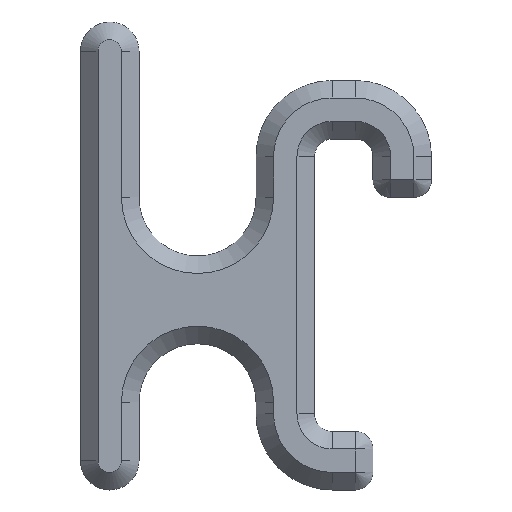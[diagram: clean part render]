
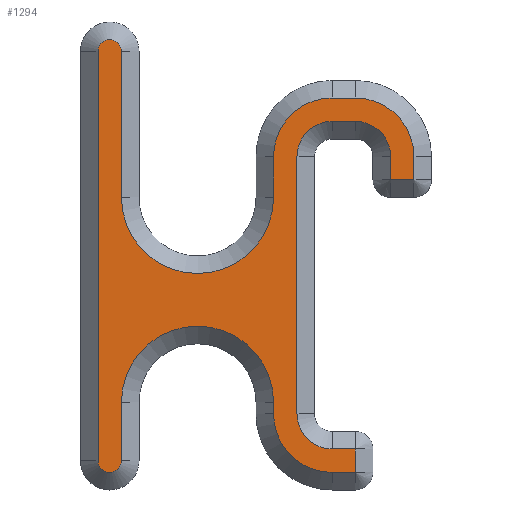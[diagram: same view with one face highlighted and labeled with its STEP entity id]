
A CAD part, top view. The second image highlights one B-rep face of the part: STEP entity #1294.
In plain terms, the highlighted free-form (B-spline) face has degree [1, 1] with [2, 2] control points.
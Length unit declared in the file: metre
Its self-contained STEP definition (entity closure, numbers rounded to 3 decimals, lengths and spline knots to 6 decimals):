
#26=B_SPLINE_SURFACE_WITH_KNOTS('',1,1,((#1960,#1961),(#1962,#1963)),
 .PLANE_SURF.,.F.,.F.,.F.,(2,2),(2,2),(0.,1.),(0.,1.),.UNSPECIFIED.);
#84=CIRCLE('',#1393,0.0065);
#85=CIRCLE('',#1394,0.005);
#86=CIRCLE('',#1395,0.003);
#87=CIRCLE('',#1396,0.003);
#88=CIRCLE('',#1397,0.003);
#89=CIRCLE('',#1398,0.005);
#90=CIRCLE('',#1399,0.005);
#91=CIRCLE('',#1400,0.0065);
#92=CIRCLE('',#1401,0.001);
#93=CIRCLE('',#1402,0.001);
#216=ORIENTED_EDGE('',*,*,#564,.T.);
#217=ORIENTED_EDGE('',*,*,#565,.T.);
#218=ORIENTED_EDGE('',*,*,#566,.T.);
#219=ORIENTED_EDGE('',*,*,#567,.T.);
#220=ORIENTED_EDGE('',*,*,#568,.T.);
#221=ORIENTED_EDGE('',*,*,#569,.T.);
#222=ORIENTED_EDGE('',*,*,#570,.T.);
#223=ORIENTED_EDGE('',*,*,#571,.T.);
#224=ORIENTED_EDGE('',*,*,#572,.T.);
#225=ORIENTED_EDGE('',*,*,#573,.T.);
#226=ORIENTED_EDGE('',*,*,#574,.T.);
#227=ORIENTED_EDGE('',*,*,#575,.T.);
#228=ORIENTED_EDGE('',*,*,#576,.T.);
#229=ORIENTED_EDGE('',*,*,#577,.T.);
#230=ORIENTED_EDGE('',*,*,#578,.T.);
#231=ORIENTED_EDGE('',*,*,#579,.T.);
#232=ORIENTED_EDGE('',*,*,#580,.T.);
#233=ORIENTED_EDGE('',*,*,#581,.T.);
#234=ORIENTED_EDGE('',*,*,#582,.T.);
#235=ORIENTED_EDGE('',*,*,#583,.T.);
#236=ORIENTED_EDGE('',*,*,#584,.T.);
#237=ORIENTED_EDGE('',*,*,#585,.T.);
#238=ORIENTED_EDGE('',*,*,#586,.T.);
#239=ORIENTED_EDGE('',*,*,#587,.T.);
#564=EDGE_CURVE('',#724,#725,#828,.T.);
#565=EDGE_CURVE('',#725,#726,#84,.F.);
#566=EDGE_CURVE('',#726,#727,#829,.T.);
#567=EDGE_CURVE('',#727,#728,#85,.T.);
#568=EDGE_CURVE('',#728,#729,#830,.T.);
#569=EDGE_CURVE('',#729,#730,#831,.T.);
#570=EDGE_CURVE('',#730,#731,#832,.T.);
#571=EDGE_CURVE('',#731,#732,#86,.F.);
#572=EDGE_CURVE('',#732,#733,#833,.T.);
#573=EDGE_CURVE('',#733,#734,#87,.F.);
#574=EDGE_CURVE('',#734,#735,#834,.T.);
#575=EDGE_CURVE('',#735,#736,#88,.F.);
#576=EDGE_CURVE('',#736,#737,#835,.T.);
#577=EDGE_CURVE('',#737,#738,#836,.T.);
#578=EDGE_CURVE('',#738,#739,#837,.T.);
#579=EDGE_CURVE('',#739,#740,#89,.T.);
#580=EDGE_CURVE('',#740,#741,#838,.T.);
#581=EDGE_CURVE('',#741,#742,#90,.T.);
#582=EDGE_CURVE('',#742,#743,#839,.T.);
#583=EDGE_CURVE('',#743,#744,#91,.F.);
#584=EDGE_CURVE('',#744,#745,#840,.T.);
#585=EDGE_CURVE('',#745,#746,#92,.T.);
#586=EDGE_CURVE('',#746,#747,#841,.T.);
#587=EDGE_CURVE('',#747,#724,#93,.T.);
#724=VERTEX_POINT('',#1965);
#725=VERTEX_POINT('',#1966);
#726=VERTEX_POINT('',#1968);
#727=VERTEX_POINT('',#1970);
#728=VERTEX_POINT('',#1972);
#729=VERTEX_POINT('',#1974);
#730=VERTEX_POINT('',#1976);
#731=VERTEX_POINT('',#1978);
#732=VERTEX_POINT('',#1980);
#733=VERTEX_POINT('',#1982);
#734=VERTEX_POINT('',#1984);
#735=VERTEX_POINT('',#1986);
#736=VERTEX_POINT('',#1988);
#737=VERTEX_POINT('',#1990);
#738=VERTEX_POINT('',#1992);
#739=VERTEX_POINT('',#1994);
#740=VERTEX_POINT('',#1996);
#741=VERTEX_POINT('',#1998);
#742=VERTEX_POINT('',#2000);
#743=VERTEX_POINT('',#2002);
#744=VERTEX_POINT('',#2004);
#745=VERTEX_POINT('',#2006);
#746=VERTEX_POINT('',#2008);
#747=VERTEX_POINT('',#2010);
#828=LINE('',#1964,#968);
#829=LINE('',#1969,#969);
#830=LINE('',#1973,#970);
#831=LINE('',#1975,#971);
#832=LINE('',#1977,#972);
#833=LINE('',#1981,#973);
#834=LINE('',#1985,#974);
#835=LINE('',#1989,#975);
#836=LINE('',#1991,#976);
#837=LINE('',#1993,#977);
#838=LINE('',#1997,#978);
#839=LINE('',#2001,#979);
#840=LINE('',#2005,#980);
#841=LINE('',#2009,#981);
#968=VECTOR('',#1527,1.);
#969=VECTOR('',#1530,1.);
#970=VECTOR('',#1533,1.);
#971=VECTOR('',#1534,1.);
#972=VECTOR('',#1535,1.);
#973=VECTOR('',#1538,1.);
#974=VECTOR('',#1541,1.);
#975=VECTOR('',#1544,1.);
#976=VECTOR('',#1545,1.);
#977=VECTOR('',#1546,1.);
#978=VECTOR('',#1549,1.);
#979=VECTOR('',#1552,1.);
#980=VECTOR('',#1555,1.);
#981=VECTOR('',#1558,1.);
#1080=EDGE_LOOP('',(#216,#217,#218,#219,#220,#221,#222,#223,#224,#225,#226,
#227,#228,#229,#230,#231,#232,#233,#234,#235,#236,#237,#238,#239));
#1166=FACE_BOUND('',#1080,.T.);
#1294=ADVANCED_FACE('',(#1166),#26,.T.);
#1393=AXIS2_PLACEMENT_3D('',#1967,#1528,#1529);
#1394=AXIS2_PLACEMENT_3D('',#1971,#1531,#1532);
#1395=AXIS2_PLACEMENT_3D('',#1979,#1536,#1537);
#1396=AXIS2_PLACEMENT_3D('',#1983,#1539,#1540);
#1397=AXIS2_PLACEMENT_3D('',#1987,#1542,#1543);
#1398=AXIS2_PLACEMENT_3D('',#1995,#1547,#1548);
#1399=AXIS2_PLACEMENT_3D('',#1999,#1550,#1551);
#1400=AXIS2_PLACEMENT_3D('',#2003,#1553,#1554);
#1401=AXIS2_PLACEMENT_3D('',#2007,#1556,#1557);
#1402=AXIS2_PLACEMENT_3D('',#2011,#1559,#1560);
#1527=DIRECTION('',(0.,1.,0.));
#1528=DIRECTION('',(0.,0.,1.));
#1529=DIRECTION('',(1.,0.,0.));
#1530=DIRECTION('',(0.,-1.,0.));
#1531=DIRECTION('',(0.,0.,1.));
#1532=DIRECTION('',(1.,0.,0.));
#1533=DIRECTION('',(1.,0.,0.));
#1534=DIRECTION('',(0.,1.,0.));
#1535=DIRECTION('',(-1.,0.,0.));
#1536=DIRECTION('',(0.,0.,1.));
#1537=DIRECTION('',(1.,0.,0.));
#1538=DIRECTION('',(0.,1.,0.));
#1539=DIRECTION('',(0.,0.,1.));
#1540=DIRECTION('',(1.,0.,0.));
#1541=DIRECTION('',(1.,0.,0.));
#1542=DIRECTION('',(0.,0.,1.));
#1543=DIRECTION('',(1.,0.,0.));
#1544=DIRECTION('',(0.,-1.,0.));
#1545=DIRECTION('',(1.,0.,0.));
#1546=DIRECTION('',(0.,1.,0.));
#1547=DIRECTION('',(0.,0.,1.));
#1548=DIRECTION('',(1.,0.,0.));
#1549=DIRECTION('',(-1.,0.,0.));
#1550=DIRECTION('',(0.,0.,1.));
#1551=DIRECTION('',(1.,0.,0.));
#1552=DIRECTION('',(0.,-1.,0.));
#1553=DIRECTION('',(0.,0.,1.));
#1554=DIRECTION('',(1.,0.,0.));
#1555=DIRECTION('',(0.,1.,0.));
#1556=DIRECTION('',(0.,0.,1.));
#1557=DIRECTION('',(1.,0.,0.));
#1558=DIRECTION('',(0.,-1.,0.));
#1559=DIRECTION('',(0.,0.,1.));
#1560=DIRECTION('',(1.,0.,0.));
#1960=CARTESIAN_POINT('',(-0.00985,-0.020361,0.005));
#1961=CARTESIAN_POINT('',(-0.00985,0.020583,0.005));
#1962=CARTESIAN_POINT('',(0.01985,-0.020361,0.005));
#1963=CARTESIAN_POINT('',(0.01985,0.020583,0.005));
#1964=CARTESIAN_POINT('',(-0.0065,-0.0125,0.005));
#1965=CARTESIAN_POINT('',(-0.0065,-0.0175,0.005));
#1966=CARTESIAN_POINT('',(-0.0065,-0.0125,0.005));
#1967=CARTESIAN_POINT('',(0.,-0.0125,0.005));
#1968=CARTESIAN_POINT('',(0.0065,-0.0125,0.005));
#1969=CARTESIAN_POINT('',(0.0065,0.,0.005));
#1970=CARTESIAN_POINT('',(0.0065,-0.0135,0.005));
#1971=CARTESIAN_POINT('',(0.0115,-0.0135,0.005));
#1972=CARTESIAN_POINT('',(0.0115,-0.0185,0.005));
#1973=CARTESIAN_POINT('',(0.005,-0.0185,0.005));
#1974=CARTESIAN_POINT('',(0.0135,-0.0185,0.005));
#1975=CARTESIAN_POINT('',(0.0135,0.,0.005));
#1976=CARTESIAN_POINT('',(0.0135,-0.0165,0.005));
#1977=CARTESIAN_POINT('',(0.005,-0.0165,0.005));
#1978=CARTESIAN_POINT('',(0.0115,-0.0165,0.005));
#1979=CARTESIAN_POINT('',(0.0115,-0.0135,0.005));
#1980=CARTESIAN_POINT('',(0.0085,-0.0135,0.005));
#1981=CARTESIAN_POINT('',(0.0085,0.,0.005));
#1982=CARTESIAN_POINT('',(0.0085,0.0085,0.005));
#1983=CARTESIAN_POINT('',(0.0115,0.0085,0.005));
#1984=CARTESIAN_POINT('',(0.0115,0.0115,0.005));
#1985=CARTESIAN_POINT('',(0.005,0.0115,0.005));
#1986=CARTESIAN_POINT('',(0.0135,0.0115,0.005));
#1987=CARTESIAN_POINT('',(0.0135,0.0085,0.005));
#1988=CARTESIAN_POINT('',(0.0165,0.0085,0.005));
#1989=CARTESIAN_POINT('',(0.0165,0.,0.005));
#1990=CARTESIAN_POINT('',(0.0165,0.0065,0.005));
#1991=CARTESIAN_POINT('',(0.005,0.0065,0.005));
#1992=CARTESIAN_POINT('',(0.0185,0.0065,0.005));
#1993=CARTESIAN_POINT('',(0.0185,0.,0.005));
#1994=CARTESIAN_POINT('',(0.0185,0.0085,0.005));
#1995=CARTESIAN_POINT('',(0.0135,0.0085,0.005));
#1996=CARTESIAN_POINT('',(0.0135,0.0135,0.005));
#1997=CARTESIAN_POINT('',(0.005,0.0135,0.005));
#1998=CARTESIAN_POINT('',(0.0115,0.0135,0.005));
#1999=CARTESIAN_POINT('',(0.0115,0.0085,0.005));
#2000=CARTESIAN_POINT('',(0.0065,0.0085,0.005));
#2001=CARTESIAN_POINT('',(0.0065,0.,0.005));
#2002=CARTESIAN_POINT('',(0.0065,0.005,0.005));
#2003=CARTESIAN_POINT('',(0.,0.005,0.005));
#2004=CARTESIAN_POINT('',(-0.0065,0.005,0.005));
#2005=CARTESIAN_POINT('',(-0.0065,0.,0.005));
#2006=CARTESIAN_POINT('',(-0.0065,0.0175,0.005));
#2007=CARTESIAN_POINT('',(-0.0075,0.0175,0.005));
#2008=CARTESIAN_POINT('',(-0.0085,0.0175,0.005));
#2009=CARTESIAN_POINT('',(-0.0085,0.,0.005));
#2010=CARTESIAN_POINT('',(-0.0085,-0.0175,0.005));
#2011=CARTESIAN_POINT('',(-0.0075,-0.0175,0.005));
